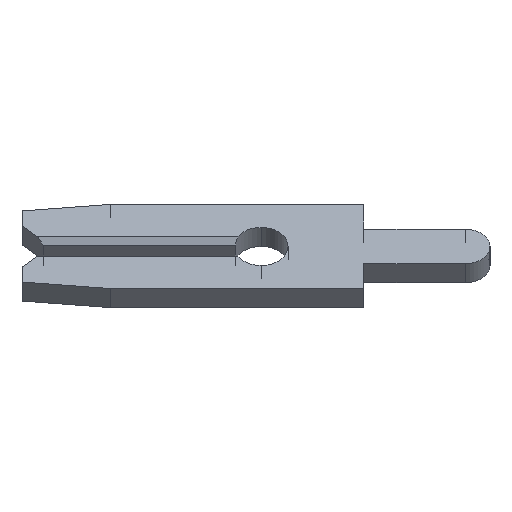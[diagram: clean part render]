
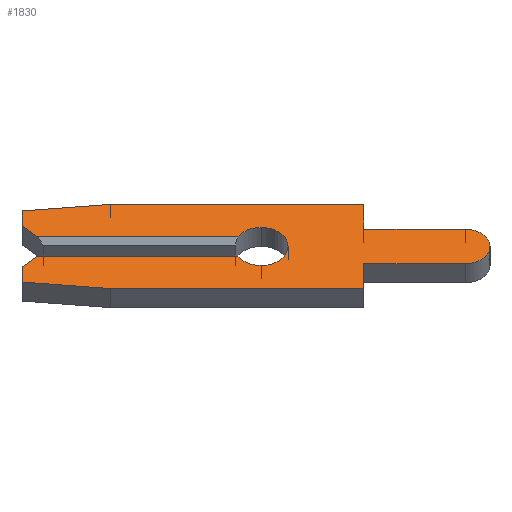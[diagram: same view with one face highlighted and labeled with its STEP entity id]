
A CAD part, left-side view. The second image highlights one B-rep face of the part: STEP entity #1830.
In plain terms, the highlighted face is planar.
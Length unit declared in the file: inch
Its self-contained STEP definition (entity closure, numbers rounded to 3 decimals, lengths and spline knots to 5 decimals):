
#2 = CARTESIAN_POINT ( 'NONE',  ( -0.013, 0., -0.013 ) ) ;
#29 = EDGE_CURVE ( 'NONE', #1299, #666, #493, .T. ) ;
#39 = CARTESIAN_POINT ( 'NONE',  ( -0.013, -0.099, -0.0575 ) ) ;
#42 = ORIENTED_EDGE ( 'NONE', *, *, #314, .T. ) ;
#45 = VECTOR ( 'NONE', #275, 39.37008 ) ;
#50 = VERTEX_POINT ( 'NONE', #1729 ) ;
#55 = EDGE_CURVE ( 'NONE', #1309, #890, #1985, .T. ) ;
#69 = VECTOR ( 'NONE', #761, 39.37008 ) ;
#71 = ORIENTED_EDGE ( 'NONE', *, *, #1807, .F. ) ;
#95 = VERTEX_POINT ( 'NONE', #291 ) ;
#122 = AXIS2_PLACEMENT_3D ( 'NONE', #1227, #411, #1048 ) ;
#139 = ORIENTED_EDGE ( 'NONE', *, *, #947, .F. ) ;
#145 = AXIS2_PLACEMENT_3D ( 'NONE', #644, #1102, #1120 ) ;
#154 = CARTESIAN_POINT ( 'NONE',  ( -0.013, 0.231, 0.028 ) ) ;
#186 = CARTESIAN_POINT ( 'NONE',  ( -0.013, 0.216, 0.013 ) ) ;
#202 = VECTOR ( 'NONE', #1132, 39.37008 ) ;
#228 = LINE ( 'NONE', #1277, #464 ) ;
#239 = ORIENTED_EDGE ( 'NONE', *, *, #1303, .F. ) ;
#254 = LINE ( 'NONE', #509, #914 ) ;
#255 = VERTEX_POINT ( 'NONE', #827 ) ;
#275 = DIRECTION ( 'NONE',  ( 0., 0.995, 0.105 ) ) ;
#288 = VERTEX_POINT ( 'NONE', #516 ) ;
#291 = CARTESIAN_POINT ( 'NONE',  ( -0.013, -0.099, 0.0575 ) ) ;
#314 = EDGE_CURVE ( 'NONE', #1731, #255, #517, .T. ) ;
#360 = CARTESIAN_POINT ( 'NONE',  ( -0.013, -0.1975, 0.0235 ) ) ;
#372 = CARTESIAN_POINT ( 'NONE',  ( -0.013, 0.146, 0.0575 ) ) ;
#381 = LINE ( 'NONE', #522, #1418 ) ;
#401 = DIRECTION ( 'NONE',  ( 0., -1., 0. ) ) ;
#405 = ORIENTED_EDGE ( 'NONE', *, *, #1585, .F. ) ;
#411 = DIRECTION ( 'NONE',  ( -1., 0., 0. ) ) ;
#417 = CARTESIAN_POINT ( 'NONE',  ( -0.013, 0.2105, -0.0075 ) ) ;
#436 = CARTESIAN_POINT ( 'NONE',  ( -0.013, -0.099, -0.0235 ) ) ;
#443 = VERTEX_POINT ( 'NONE', #1601 ) ;
#460 = DIRECTION ( 'NONE',  ( 0., 0., -1. ) ) ;
#464 = VECTOR ( 'NONE', #1430, 39.37008 ) ;
#466 = ORIENTED_EDGE ( 'NONE', *, *, #1774, .F. ) ;
#467 = VECTOR ( 'NONE', #401, 39.37008 ) ;
#469 = CARTESIAN_POINT ( 'NONE',  ( -0.013, 0.231, 0.04857 ) ) ;
#487 = VECTOR ( 'NONE', #797, 39.37008 ) ;
#493 = CIRCLE ( 'NONE', #794, 0.026 ) ;
#509 = CARTESIAN_POINT ( 'NONE',  ( -0.013, 0.2105, 0.0075 ) ) ;
#513 = VECTOR ( 'NONE', #1840, 39.37008 ) ;
#516 = CARTESIAN_POINT ( 'NONE',  ( -0.013, 0.231, -0.04857 ) ) ;
#517 = LINE ( 'NONE', #984, #202 ) ;
#522 = CARTESIAN_POINT ( 'NONE',  ( -0.013, -0.099, 0.0575 ) ) ;
#554 = LINE ( 'NONE', #2, #1657 ) ;
#557 = ORIENTED_EDGE ( 'NONE', *, *, #1343, .F. ) ;
#568 = CARTESIAN_POINT ( 'NONE',  ( -0.013, -0.099, 0.0235 ) ) ;
#587 = ORIENTED_EDGE ( 'NONE', *, *, #1493, .F. ) ;
#644 = CARTESIAN_POINT ( 'NONE',  ( -0.013, 0., 0. ) ) ;
#656 = DIRECTION ( 'NONE',  ( 0., -1., 0. ) ) ;
#663 = CIRCLE ( 'NONE', #145, 0.026 ) ;
#666 = VERTEX_POINT ( 'NONE', #1476 ) ;
#682 = VERTEX_POINT ( 'NONE', #360 ) ;
#693 = VERTEX_POINT ( 'NONE', #372 ) ;
#725 = VERTEX_POINT ( 'NONE', #1798 ) ;
#761 = DIRECTION ( 'NONE',  ( 0., 1., 0. ) ) ;
#794 = AXIS2_PLACEMENT_3D ( 'NONE', #1871, #1575, #1423 ) ;
#795 = ORIENTED_EDGE ( 'NONE', *, *, #1123, .F. ) ;
#797 = DIRECTION ( 'NONE',  ( 0., -0.995, 0.105 ) ) ;
#819 = DIRECTION ( 'NONE',  ( 0., 0., -1. ) ) ;
#825 = DIRECTION ( 'NONE',  ( 0., 0., 1. ) ) ;
#827 = CARTESIAN_POINT ( 'NONE',  ( -0.013, 0.02252, 0.013 ) ) ;
#890 = VERTEX_POINT ( 'NONE', #39 ) ;
#897 = ORIENTED_EDGE ( 'NONE', *, *, #1714, .F. ) ;
#901 = EDGE_CURVE ( 'NONE', #666, #1851, #995, .T. ) ;
#914 = VECTOR ( 'NONE', #1614, 39.37008 ) ;
#947 = EDGE_CURVE ( 'NONE', #1757, #682, #1122, .T. ) ;
#949 = CARTESIAN_POINT ( 'NONE',  ( -0.013, 0.231, -0.028 ) ) ;
#957 = AXIS2_PLACEMENT_3D ( 'NONE', #1987, #1383, #1686 ) ;
#972 = DIRECTION ( 'NONE',  ( 0., 0., -1. ) ) ;
#984 = CARTESIAN_POINT ( 'NONE',  ( -0.013, 0.231, 0.013 ) ) ;
#995 = CIRCLE ( 'NONE', #122, 0.026 ) ;
#997 = DIRECTION ( 'NONE',  ( 1., 0., 0. ) ) ;
#1001 = CARTESIAN_POINT ( 'NONE',  ( -0.013, -0.099, 0.0235 ) ) ;
#1016 = EDGE_CURVE ( 'NONE', #890, #1458, #1939, .T. ) ;
#1019 = ORIENTED_EDGE ( 'NONE', *, *, #1984, .F. ) ;
#1024 = ORIENTED_EDGE ( 'NONE', *, *, #29, .F. ) ;
#1048 = DIRECTION ( 'NONE',  ( 0., 0., -1. ) ) ;
#1077 = EDGE_CURVE ( 'NONE', #682, #50, #1175, .T. ) ;
#1093 = LINE ( 'NONE', #2012, #45 ) ;
#1102 = DIRECTION ( 'NONE',  ( -1., 0., 0. ) ) ;
#1118 = VECTOR ( 'NONE', #1482, 39.37008 ) ;
#1120 = DIRECTION ( 'NONE',  ( 0., 0., -1. ) ) ;
#1122 = LINE ( 'NONE', #568, #467 ) ;
#1123 = EDGE_CURVE ( 'NONE', #1635, #725, #1754, .T. ) ;
#1127 = ORIENTED_EDGE ( 'NONE', *, *, #1077, .F. ) ;
#1132 = DIRECTION ( 'NONE',  ( 0., -1., 0. ) ) ;
#1152 = CARTESIAN_POINT ( 'NONE',  ( -0.013, 0., 0. ) ) ;
#1175 = CIRCLE ( 'NONE', #957, 0.0235 ) ;
#1227 = CARTESIAN_POINT ( 'NONE',  ( -0.013, 0., 0. ) ) ;
#1252 = FACE_OUTER_BOUND ( 'NONE', #1587, .T. ) ;
#1254 = VECTOR ( 'NONE', #825, 39.37008 ) ;
#1274 = LINE ( 'NONE', #1846, #69 ) ;
#1277 = CARTESIAN_POINT ( 'NONE',  ( -0.013, 0.146, 0.0575 ) ) ;
#1299 = VERTEX_POINT ( 'NONE', #1726 ) ;
#1303 = EDGE_CURVE ( 'NONE', #50, #1309, #1274, .T. ) ;
#1309 = VERTEX_POINT ( 'NONE', #436 ) ;
#1343 = EDGE_CURVE ( 'NONE', #1458, #288, #1093, .T. ) ;
#1383 = DIRECTION ( 'NONE',  ( 1., 0., 0. ) ) ;
#1398 = ORIENTED_EDGE ( 'NONE', *, *, #1968, .F. ) ;
#1415 = AXIS2_PLACEMENT_3D ( 'NONE', #1152, #997, #819 ) ;
#1418 = VECTOR ( 'NONE', #972, 39.37008 ) ;
#1423 = DIRECTION ( 'NONE',  ( 0., 0., -1. ) ) ;
#1430 = DIRECTION ( 'NONE',  ( 0., -1., 0. ) ) ;
#1442 = VECTOR ( 'NONE', #460, 39.37008 ) ;
#1458 = VERTEX_POINT ( 'NONE', #1505 ) ;
#1471 = PLANE ( 'NONE',  #1415 ) ;
#1476 = CARTESIAN_POINT ( 'NONE',  ( -0.013, 0., -0.026 ) ) ;
#1482 = DIRECTION ( 'NONE',  ( 0., 0., 1. ) ) ;
#1492 = VECTOR ( 'NONE', #1693, 39.37008 ) ;
#1493 = EDGE_CURVE ( 'NONE', #693, #95, #228, .T. ) ;
#1505 = CARTESIAN_POINT ( 'NONE',  ( -0.013, 0.146, -0.0575 ) ) ;
#1518 = VERTEX_POINT ( 'NONE', #1589 ) ;
#1523 = CARTESIAN_POINT ( 'NONE',  ( -0.013, 0.146, -0.0575 ) ) ;
#1568 = LINE ( 'NONE', #1776, #1118 ) ;
#1575 = DIRECTION ( 'NONE',  ( -1., 0., 0. ) ) ;
#1579 = ORIENTED_EDGE ( 'NONE', *, *, #55, .F. ) ;
#1585 = EDGE_CURVE ( 'NONE', #1851, #255, #663, .T. ) ;
#1587 = EDGE_LOOP ( 'NONE', ( #42, #405, #1837, #1024, #1019, #795, #466, #557, #1875, #1579, #239, #1127, #139, #71, #587, #1590, #897, #1398 ) ) ;
#1589 = CARTESIAN_POINT ( 'NONE',  ( -0.013, 0.231, 0.04857 ) ) ;
#1590 = ORIENTED_EDGE ( 'NONE', *, *, #1674, .F. ) ;
#1601 = CARTESIAN_POINT ( 'NONE',  ( -0.013, 0.231, 0.028 ) ) ;
#1614 = DIRECTION ( 'NONE',  ( 0., 0.707, 0.707 ) ) ;
#1622 = CARTESIAN_POINT ( 'NONE',  ( -0.013, 0., 0.026 ) ) ;
#1635 = VERTEX_POINT ( 'NONE', #949 ) ;
#1657 = VECTOR ( 'NONE', #656, 39.37008 ) ;
#1659 = LINE ( 'NONE', #154, #1254 ) ;
#1674 = EDGE_CURVE ( 'NONE', #1518, #693, #1687, .T. ) ;
#1686 = DIRECTION ( 'NONE',  ( 0., 0., 1. ) ) ;
#1687 = LINE ( 'NONE', #469, #487 ) ;
#1693 = DIRECTION ( 'NONE',  ( 0., 1., 0. ) ) ;
#1714 = EDGE_CURVE ( 'NONE', #443, #1518, #1659, .T. ) ;
#1726 = CARTESIAN_POINT ( 'NONE',  ( -0.013, 0.02252, -0.013 ) ) ;
#1729 = CARTESIAN_POINT ( 'NONE',  ( -0.013, -0.1975, -0.0235 ) ) ;
#1731 = VERTEX_POINT ( 'NONE', #186 ) ;
#1754 = LINE ( 'NONE', #417, #513 ) ;
#1757 = VERTEX_POINT ( 'NONE', #1001 ) ;
#1765 = CARTESIAN_POINT ( 'NONE',  ( -0.013, -0.099, -0.0575 ) ) ;
#1774 = EDGE_CURVE ( 'NONE', #288, #1635, #1568, .T. ) ;
#1776 = CARTESIAN_POINT ( 'NONE',  ( -0.013, 0.231, -0.028 ) ) ;
#1798 = CARTESIAN_POINT ( 'NONE',  ( -0.013, 0.216, -0.013 ) ) ;
#1807 = EDGE_CURVE ( 'NONE', #95, #1757, #381, .T. ) ;
#1830 = ADVANCED_FACE ( 'NONE', ( #1252 ), #1471, .F. ) ;
#1837 = ORIENTED_EDGE ( 'NONE', *, *, #901, .F. ) ;
#1840 = DIRECTION ( 'NONE',  ( 0., -0.707, 0.707 ) ) ;
#1846 = CARTESIAN_POINT ( 'NONE',  ( -0.013, -0.099, -0.0235 ) ) ;
#1851 = VERTEX_POINT ( 'NONE', #1622 ) ;
#1871 = CARTESIAN_POINT ( 'NONE',  ( -0.013, 0., 0. ) ) ;
#1875 = ORIENTED_EDGE ( 'NONE', *, *, #1016, .F. ) ;
#1939 = LINE ( 'NONE', #1523, #1492 ) ;
#1968 = EDGE_CURVE ( 'NONE', #1731, #443, #254, .T. ) ;
#1984 = EDGE_CURVE ( 'NONE', #725, #1299, #554, .T. ) ;
#1985 = LINE ( 'NONE', #1765, #1442 ) ;
#1987 = CARTESIAN_POINT ( 'NONE',  ( -0.013, -0.1975, 0. ) ) ;
#2012 = CARTESIAN_POINT ( 'NONE',  ( -0.013, 0.231, -0.04857 ) ) ;
